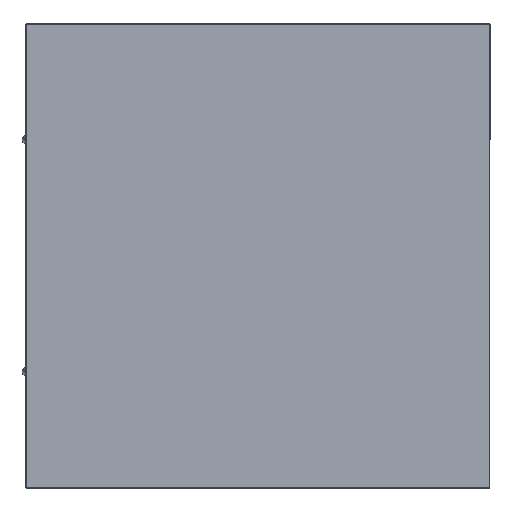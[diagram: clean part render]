
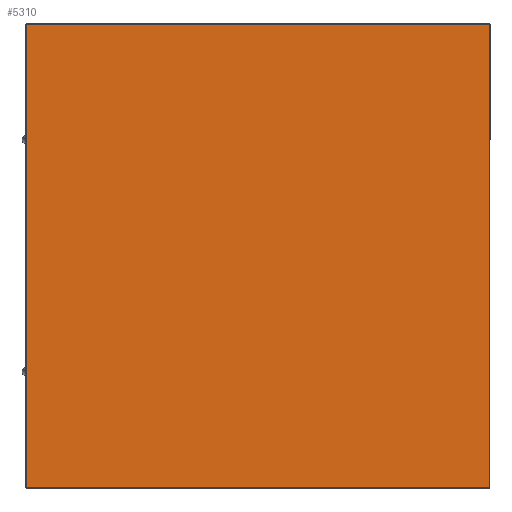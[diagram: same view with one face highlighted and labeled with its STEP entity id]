
A CAD part, front view. The second image highlights one B-rep face of the part: STEP entity #5310.
In plain terms, the highlighted planar face has unit normal (0, -1, 0).
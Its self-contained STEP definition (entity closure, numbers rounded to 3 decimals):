
#1078=FACE_OUTER_BOUND('',#1337,.T.);
#1337=EDGE_LOOP('',(#3514,#3515,#3516,#3517));
#1642=LINE('',#8074,#1807);
#1647=LINE('',#8084,#1812);
#1657=LINE('',#8104,#1822);
#1659=LINE('',#8107,#1824);
#1807=VECTOR('',#6427,10.);
#1812=VECTOR('',#6436,10.);
#1822=VECTOR('',#6454,10.);
#1824=VECTOR('',#6458,10.);
#1967=VERTEX_POINT('',#8062);
#1970=VERTEX_POINT('',#8069);
#1971=VERTEX_POINT('',#8076);
#1979=VERTEX_POINT('',#8099);
#2565=EDGE_CURVE('',#1967,#1970,#1642,.T.);
#2570=EDGE_CURVE('',#1971,#1967,#1647,.T.);
#2580=EDGE_CURVE('',#1970,#1979,#1657,.T.);
#2582=EDGE_CURVE('',#1979,#1971,#1659,.T.);
#3514=ORIENTED_EDGE('',*,*,#2565,.F.);
#3515=ORIENTED_EDGE('',*,*,#2570,.F.);
#3516=ORIENTED_EDGE('',*,*,#2582,.F.);
#3517=ORIENTED_EDGE('',*,*,#2580,.F.);
#5219=PLANE('',#5691);
#5310=ADVANCED_FACE('',(#1078),#5219,.F.);
#5691=AXIS2_PLACEMENT_3D('',#8151,#6504,#6505);
#6427=DIRECTION('',(0.,0.,-1.));
#6436=DIRECTION('',(1.,0.,0.));
#6454=DIRECTION('',(-1.,0.,0.));
#6458=DIRECTION('',(0.,0.,1.));
#6504=DIRECTION('center_axis',(0.,1.,0.));
#6505=DIRECTION('ref_axis',(0.,0.,
1.));
#8062=CARTESIAN_POINT('',(599.,0.,599.));
#8069=CARTESIAN_POINT('',(599.,0.,-599.));
#8074=CARTESIAN_POINT('',(599.,0.,300.));
#8076=CARTESIAN_POINT('',(-599.,0.,599.));
#8084=CARTESIAN_POINT('',(-300.,0.,599.));
#8099=CARTESIAN_POINT('',(-599.,0.,-599.));
#8104=CARTESIAN_POINT('',(300.,0.,-599.));
#8107=CARTESIAN_POINT('',(-599.,0.,-300.));
#8151=CARTESIAN_POINT('Origin',(0.,0.,
0.));
